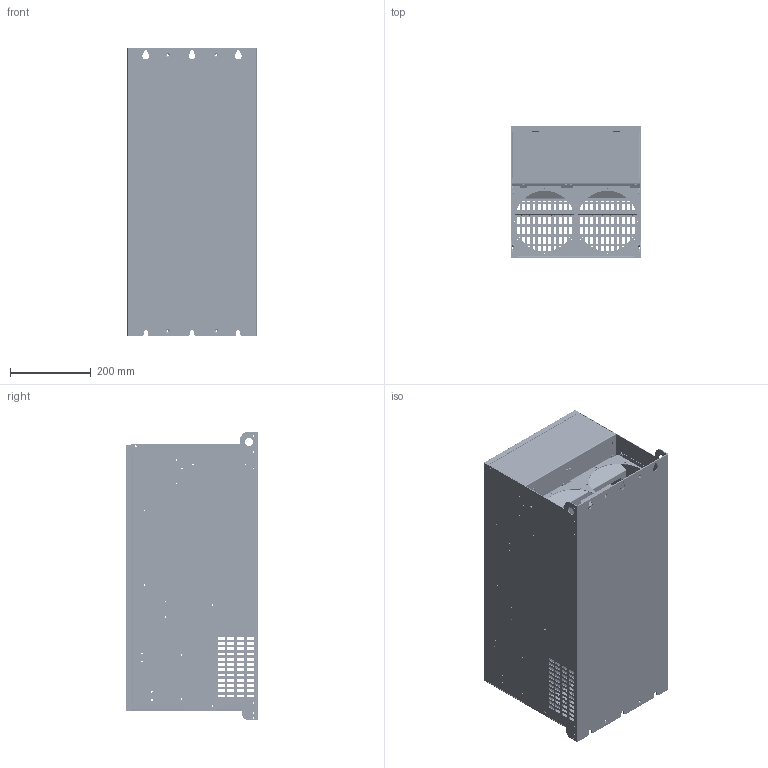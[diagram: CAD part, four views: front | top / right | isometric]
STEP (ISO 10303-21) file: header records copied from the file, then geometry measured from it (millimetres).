
FILE_DESCRIPTION((''),'2;1');
FILE_NAME('BANJINTAOJIAN_ASM','2022-03-22T',('Administrator'),(''),'PRO/ENGINEER BY PARAMETRIC TECHNOLOGY CORPORATION, 2013430','PRO/ENGINEER BY PARAMETRIC TECHNOLOGY CORPORATION, 2013430','');
FILE_SCHEMA(('CONFIG_CONTROL_DESIGN'));
Products named in the file (26): ZHUXIANGTI_01; ZHUXIANGTI_03; ZHUXIANGTI_04; ZHUXIANGTI_02; ZHUXIANGTI_05; ZHUXIANGTI_06; ZHUXIANGTI_07; ZHUXIANGTI_08; ZHUXIANGTI_09; XIATONGFENGDANGBAN; ZHUXIANGTI_10; ZHUXIANGTI_ASM; FENGSHANZHIJIA; DUANZIZHIJIA_01; JUEYUANPIAN_01; JIECHUQIZHIJIA; DUANZIZHIJIA_02; KONGZHIBANZHIJIA; DIANYUANBANZHIJIA; JUEYUANPIAN_02; JUEYUANPIAN_03; DIANYUANBANZHIJIA_01; DIANRONGGAI; JIANPANZHIJIA_01; GAIBAN_03; BANJINTAOJIAN_ASM
Assembly tree (35 placements, depth 3):
  BANJINTAOJIAN_ASM
    ZHUXIANGTI_ASM
      ZHUXIANGTI_01
      ZHUXIANGTI_03
      ZHUXIANGTI_04
      ZHUXIANGTI_02
      ZHUXIANGTI_05  x2
      ZHUXIANGTI_06  x2
      ZHUXIANGTI_07  x2
      ZHUXIANGTI_08  x2
      ZHUXIANGTI_09  x7
      XIATONGFENGDANGBAN
      ZHUXIANGTI_10
    FENGSHANZHIJIA
    DUANZIZHIJIA_01
    JUEYUANPIAN_01
    JIECHUQIZHIJIA
    DUANZIZHIJIA_02
    KONGZHIBANZHIJIA
    DIANYUANBANZHIJIA
    JUEYUANPIAN_02
    JUEYUANPIAN_03
    DIANYUANBANZHIJIA_01
    DIANRONGGAI
    JIANPANZHIJIA_01
    GAIBAN_03
Bounding box: 320 x 328 x 715 mm (x, y, z)
Volume: 2403382.1 mm3; surface area: 3531775.2 mm2
Topology: 279 solids, 279 shells, 5805 faces, 14221 edges, 8476 vertices
Faces by surface type: plane 3651, cylinder 2146, cone 8
Entity records: 158558 total; most frequent: DIRECTION 28019, CARTESIAN_POINT 26492, ORIENTED_EDGE 26370, EDGE_CURVE 13185, AXIS2_PLACEMENT_3D 9403, VECTOR 9213, LINE 9213, VERTEX_POINT 7876
